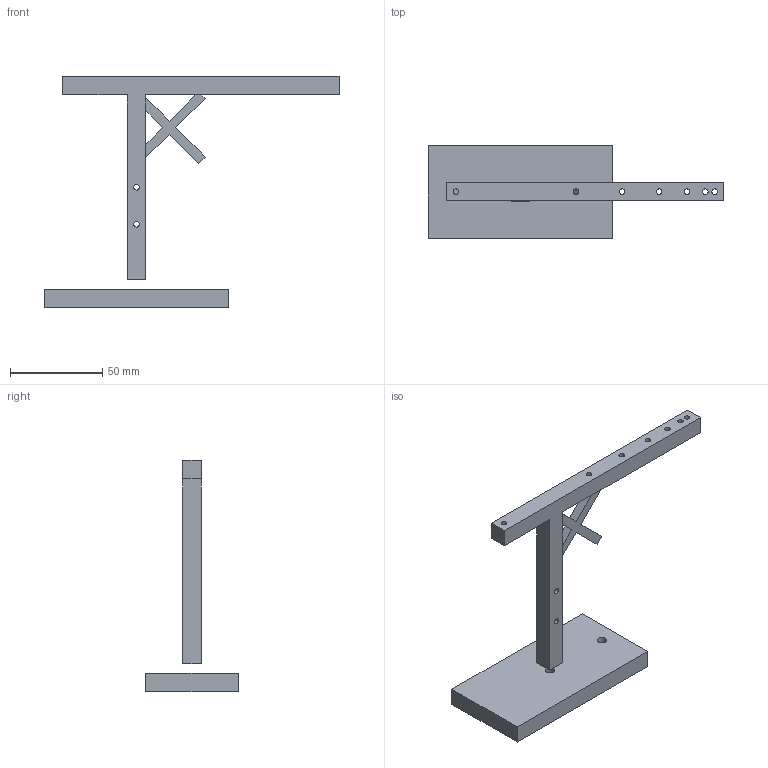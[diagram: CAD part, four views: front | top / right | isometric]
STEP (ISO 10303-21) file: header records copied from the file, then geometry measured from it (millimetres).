
FILE_DESCRIPTION(('Open CASCADE Model'),'2;1');
FILE_NAME('Open CASCADE Shape Model','2024-05-29T01:50:37',('Author'),( 'Open CASCADE'),'Open CASCADE STEP processor 7.7','Open CASCADE 7.7' ,'Unknown');
FILE_SCHEMA(('AUTOMOTIVE_DESIGN { 1 0 10303 214 1 1 1 1 }'));
Length unit declared in the file: millimetre
Products named in the file (3): Open CASCADE STEP translator 7.7 56; Open CASCADE STEP translator 7.7 56.1; Open CASCADE STEP translator 7.7 56.2
Assembly tree (2 placements, depth 2):
  Open CASCADE STEP translator 7.7 56
    Open CASCADE STEP translator 7.7 56.1
    Open CASCADE STEP translator 7.7 56.2
Bounding box: 160 x 50 x 125 mm (x, y, z)
Volume: 75977 mm3; surface area: 25654.1 mm2
Topology: 2 solids, 2 shells, 39 faces, 108 edges, 72 vertices
Faces by surface type: plane 28, cylinder 11
Full cylindrical faces by diameter (mm): 3 x9, 5 x2
Entity records: 2784 total; most frequent: CARTESIAN_POINT 596, DIRECTION 382, LINE 254, VECTOR 254, ORIENTED_EDGE 216, PCURVE 216, DEFINITIONAL_REPRESENTATION 216, EDGE_CURVE 108
